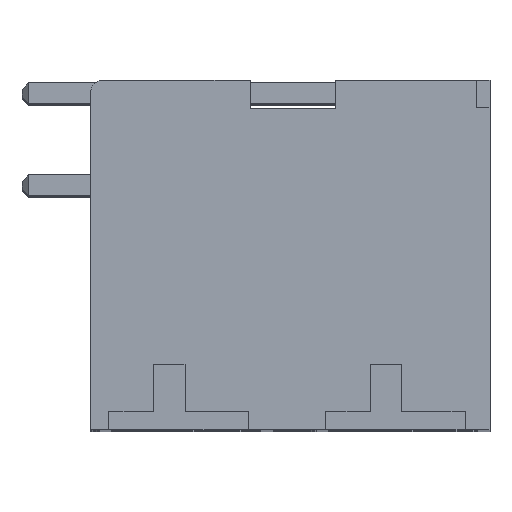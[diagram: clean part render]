
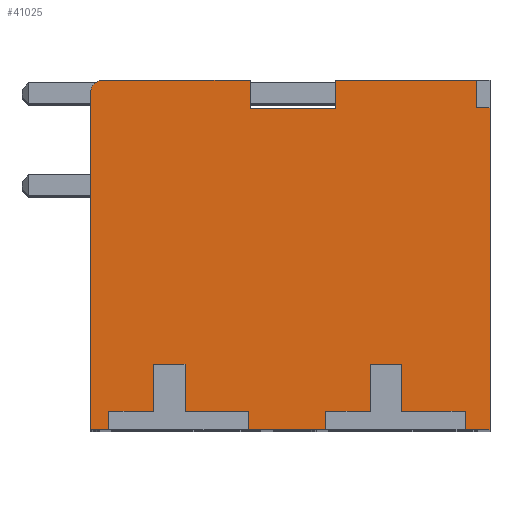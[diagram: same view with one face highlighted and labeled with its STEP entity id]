
A CAD part, top view. The second image highlights one B-rep face of the part: STEP entity #41025.
In plain terms, the highlighted planar face has unit normal (0, 0, 1).
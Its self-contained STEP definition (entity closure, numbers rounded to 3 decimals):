
#10730=DIRECTION('',(-1.,0.,0.));
#10731=VECTOR('',#10730,5.39);
#10732=CARTESIAN_POINT('',(11.703,13.3,33.7));
#10733=LINE('',#10732,#10731);
#10886=DIRECTION('',(0.,-1.,0.));
#10887=VECTOR('',#10886,1.092);
#10888=CARTESIAN_POINT('',(6.313,13.3,33.7));
#10889=LINE('',#10888,#10887);
#10982=DIRECTION('',(0.,1.,0.));
#10983=VECTOR('',#10982,1.092);
#10984=CARTESIAN_POINT('',(3.074,12.208,33.7));
#10985=LINE('',#10984,#10983);
#11374=DIRECTION('',(-1.,0.,0.));
#11375=VECTOR('',#11374,5.716);
#11376=CARTESIAN_POINT('',(3.074,13.3,33.7));
#11377=LINE('',#11376,#11375);
#11690=DIRECTION('',(0.,-1.,0.));
#11691=VECTOR('',#11690,0.02);
#11692=CARTESIAN_POINT('',(-2.641,13.3,33.7));
#11693=LINE('',#11692,#11691);
#14008=DIRECTION('',(-1.,0.,0.));
#14009=VECTOR('',#14008,3.238);
#14010=CARTESIAN_POINT('',(6.313,12.208,33.7));
#14011=LINE('',#14010,#14009);
#14012=DIRECTION('',(0.,1.,0.));
#14013=VECTOR('',#14012,0.7);
#14014=CARTESIAN_POINT('',(11.25,0.,33.7));
#14015=LINE('',#14014,#14013);
#14016=DIRECTION('',(1.,0.,0.));
#14017=VECTOR('',#14016,2.4);
#14018=CARTESIAN_POINT('',(8.85,0.7,33.7));
#14019=LINE('',#14018,#14017);
#14020=DIRECTION('',(0.,-1.,0.));
#14021=VECTOR('',#14020,1.8);
#14022=CARTESIAN_POINT('',(8.85,2.5,33.7));
#14023=LINE('',#14022,#14021);
#14024=DIRECTION('',(1.,0.,0.));
#14025=VECTOR('',#14024,1.2);
#14026=CARTESIAN_POINT('',(7.65,2.5,33.7));
#14027=LINE('',#14026,#14025);
#14028=DIRECTION('',(0.,1.,0.));
#14029=VECTOR('',#14028,1.8);
#14030=CARTESIAN_POINT('',(7.65,0.7,33.7));
#14031=LINE('',#14030,#14029);
#14032=DIRECTION('',(1.,0.,0.));
#14033=VECTOR('',#14032,1.7);
#14034=CARTESIAN_POINT('',(5.95,0.7,33.7));
#14035=LINE('',#14034,#14033);
#14036=DIRECTION('',(0.,1.,0.));
#14037=VECTOR('',#14036,0.7);
#14038=CARTESIAN_POINT('',(5.95,0.,33.7));
#14039=LINE('',#14038,#14037);
#14040=DIRECTION('',(-1.,0.,0.));
#14041=VECTOR('',#14040,2.95);
#14042=CARTESIAN_POINT('',(5.95,0.,33.7));
#14043=LINE('',#14042,#14041);
#14044=DIRECTION('',(0.,1.,0.));
#14045=VECTOR('',#14044,0.7);
#14046=CARTESIAN_POINT('',(3.,0.,33.7));
#14047=LINE('',#14046,#14045);
#14048=DIRECTION('',(1.,0.,0.));
#14049=VECTOR('',#14048,2.4);
#14050=CARTESIAN_POINT('',(0.6,0.7,33.7));
#14051=LINE('',#14050,#14049);
#14052=DIRECTION('',(0.,-1.,0.));
#14053=VECTOR('',#14052,1.8);
#14054=CARTESIAN_POINT('',(0.6,2.5,33.7));
#14055=LINE('',#14054,#14053);
#14056=DIRECTION('',(1.,0.,0.));
#14057=VECTOR('',#14056,1.2);
#14058=CARTESIAN_POINT('',(-0.6,2.5,33.7));
#14059=LINE('',#14058,#14057);
#14060=DIRECTION('',(0.,1.,0.));
#14061=VECTOR('',#14060,1.8);
#14062=CARTESIAN_POINT('',(-0.6,0.7,33.7));
#14063=LINE('',#14062,#14061);
#14064=DIRECTION('',(1.,0.,0.));
#14065=VECTOR('',#14064,1.7);
#14066=CARTESIAN_POINT('',(-2.3,0.7,33.7));
#14067=LINE('',#14066,#14065);
#14068=DIRECTION('',(0.,1.,0.));
#14069=VECTOR('',#14068,0.7);
#14070=CARTESIAN_POINT('',(-2.3,0.,33.7));
#14071=LINE('',#14070,#14069);
#14072=DIRECTION('',(-1.,0.,0.));
#14073=VECTOR('',#14072,0.7);
#14074=CARTESIAN_POINT('',(-2.3,0.,33.7));
#14075=LINE('',#14074,#14073);
#14076=DIRECTION('',(0.,1.,0.));
#14077=VECTOR('',#14076,12.8);
#14078=CARTESIAN_POINT('',(-3.,0.,33.7));
#14079=LINE('',#14078,#14077);
#14080=CARTESIAN_POINT('',(-2.5,12.8,33.7));
#14081=DIRECTION('',(0.,0.,-1.));
#14082=DIRECTION('',(-1.,0.,0.));
#14083=AXIS2_PLACEMENT_3D('',#14080,#14081,#14082);
#14085=DIRECTION('',(0.,-1.,0.));
#14086=VECTOR('',#14085,12.25);
#14087=CARTESIAN_POINT('',(12.2,12.25,33.7));
#14088=LINE('',#14087,#14086);
#14089=DIRECTION('',(-1.,0.,0.));
#14090=VECTOR('',#14089,0.95);
#14091=CARTESIAN_POINT('',(12.2,0.,33.7));
#14092=LINE('',#14091,#14090);
#14252=DIRECTION('',(0.,1.,0.));
#14253=VECTOR('',#14252,1.05);
#14254=CARTESIAN_POINT('',(11.703,12.25,33.7));
#14255=LINE('',#14254,#14253);
#14268=DIRECTION('',(-1.,0.,0.));
#14269=VECTOR('',#14268,0.497);
#14270=CARTESIAN_POINT('',(12.2,12.25,33.7));
#14271=LINE('',#14270,#14269);
#15406=CARTESIAN_POINT('',(-3.,0.,33.7));
#15407=VERTEX_POINT('',#15406);
#15488=CARTESIAN_POINT('',(12.2,12.25,33.7));
#15489=CARTESIAN_POINT('',(12.2,0.,33.7));
#15490=VERTEX_POINT('',#15488);
#15491=VERTEX_POINT('',#15489);
#15498=CARTESIAN_POINT('',(11.703,13.3,33.7));
#15499=VERTEX_POINT('',#15498);
#15500=CARTESIAN_POINT('',(6.313,13.3,33.7));
#15501=VERTEX_POINT('',#15500);
#15502=CARTESIAN_POINT('',(6.313,12.208,33.7));
#15503=VERTEX_POINT('',#15502);
#15512=CARTESIAN_POINT('',(3.074,12.208,33.7));
#15513=CARTESIAN_POINT('',(3.074,13.3,33.7));
#15514=VERTEX_POINT('',#15512);
#15515=VERTEX_POINT('',#15513);
#15524=CARTESIAN_POINT('',(-2.641,13.3,33.7));
#15525=VERTEX_POINT('',#15524);
#15526=CARTESIAN_POINT('',(-2.641,13.28,33.7));
#15527=VERTEX_POINT('',#15526);
#15556=CARTESIAN_POINT('',(-3.,12.8,33.7));
#15557=VERTEX_POINT('',#15556);
#15558=CARTESIAN_POINT('',(11.703,12.25,33.7));
#15559=VERTEX_POINT('',#15558);
#15802=CARTESIAN_POINT('',(11.25,0.7,33.7));
#15803=VERTEX_POINT('',#15802);
#15804=CARTESIAN_POINT('',(11.25,0.,33.7));
#15805=VERTEX_POINT('',#15804);
#15806=CARTESIAN_POINT('',(5.95,0.,33.7));
#15807=VERTEX_POINT('',#15806);
#15808=CARTESIAN_POINT('',(5.95,0.7,33.7));
#15809=VERTEX_POINT('',#15808);
#15810=CARTESIAN_POINT('',(7.65,0.7,33.7));
#15811=VERTEX_POINT('',#15810);
#15812=CARTESIAN_POINT('',(7.65,2.5,33.7));
#15813=VERTEX_POINT('',#15812);
#15814=CARTESIAN_POINT('',(8.85,2.5,33.7));
#15815=VERTEX_POINT('',#15814);
#15816=CARTESIAN_POINT('',(8.85,0.7,33.7));
#15817=VERTEX_POINT('',#15816);
#15818=CARTESIAN_POINT('',(3.,0.,33.7));
#15819=VERTEX_POINT('',#15818);
#15820=CARTESIAN_POINT('',(-2.3,0.,33.7));
#15821=VERTEX_POINT('',#15820);
#15822=CARTESIAN_POINT('',(-2.3,0.7,33.7));
#15823=VERTEX_POINT('',#15822);
#15824=CARTESIAN_POINT('',(-0.6,0.7,33.7));
#15825=VERTEX_POINT('',#15824);
#15826=CARTESIAN_POINT('',(-0.6,2.5,33.7));
#15827=VERTEX_POINT('',#15826);
#15828=CARTESIAN_POINT('',(0.6,2.5,33.7));
#15829=VERTEX_POINT('',#15828);
#15830=CARTESIAN_POINT('',(0.6,0.7,33.7));
#15831=VERTEX_POINT('',#15830);
#15832=CARTESIAN_POINT('',(3.,0.7,33.7));
#15833=VERTEX_POINT('',#15832);
#40972=CARTESIAN_POINT('',(0.,0.,33.7));
#40973=DIRECTION('',(0.,0.,1.));
#40974=DIRECTION('',(1.,0.,0.));
#40975=AXIS2_PLACEMENT_3D('',#40972,#40973,#40974);
#40976=PLANE('',#40975);
#40978=ORIENTED_EDGE('',*,*,#40977,.T.);
#40980=ORIENTED_EDGE('',*,*,#40979,.F.);
#40982=ORIENTED_EDGE('',*,*,#40981,.F.);
#40984=ORIENTED_EDGE('',*,*,#40983,.F.);
#40986=ORIENTED_EDGE('',*,*,#40985,.F.);
#40988=ORIENTED_EDGE('',*,*,#40987,.F.);
#40990=ORIENTED_EDGE('',*,*,#40989,.F.);
#40991=ORIENTED_EDGE('',*,*,#20373,.T.);
#40993=ORIENTED_EDGE('',*,*,#40992,.T.);
#40995=ORIENTED_EDGE('',*,*,#40994,.F.);
#40997=ORIENTED_EDGE('',*,*,#40996,.F.);
#40999=ORIENTED_EDGE('',*,*,#40998,.F.);
#41001=ORIENTED_EDGE('',*,*,#41000,.F.);
#41003=ORIENTED_EDGE('',*,*,#41002,.F.);
#41005=ORIENTED_EDGE('',*,*,#41004,.F.);
#41006=ORIENTED_EDGE('',*,*,#20365,.T.);
#41008=ORIENTED_EDGE('',*,*,#41007,.T.);
#41010=ORIENTED_EDGE('',*,*,#41009,.T.);
#41011=ORIENTED_EDGE('',*,*,#36788,.F.);
#41012=ORIENTED_EDGE('',*,*,#36758,.F.);
#41013=ORIENTED_EDGE('',*,*,#35993,.F.);
#41014=ORIENTED_EDGE('',*,*,#40967,.F.);
#41015=ORIENTED_EDGE('',*,*,#35791,.F.);
#41016=ORIENTED_EDGE('',*,*,#35776,.F.);
#41018=ORIENTED_EDGE('',*,*,#41017,.F.);
#41020=ORIENTED_EDGE('',*,*,#41019,.F.);
#41021=ORIENTED_EDGE('',*,*,#35584,.T.);
#41022=ORIENTED_EDGE('',*,*,#20381,.T.);
#41023=EDGE_LOOP('',(#40978,#40980,#40982,#40984,#40986,#40988,#40990,#40991,
#40993,#40995,#40997,#40999,#41001,#41003,#41005,#41006,#41008,#41010,#41011,
#41012,#41013,#41014,#41015,#41016,#41018,#41020,#41021,#41022));
#41024=FACE_OUTER_BOUND('',#41023,.F.);
#14084=CIRCLE('',#14083,0.5);
#20365=EDGE_CURVE('',#15821,#15407,#14075,.T.);
#20373=EDGE_CURVE('',#15807,#15819,#14043,.T.);
#20381=EDGE_CURVE('',#15491,#15805,#14092,.T.);
#35584=EDGE_CURVE('',#15490,#15491,#14088,.T.);
#35776=EDGE_CURVE('',#15499,#15501,#10733,.T.);
#35791=EDGE_CURVE('',#15501,#15503,#10889,.T.);
#35993=EDGE_CURVE('',#15514,#15515,#10985,.T.);
#36758=EDGE_CURVE('',#15515,#15525,#11377,.T.);
#36788=EDGE_CURVE('',#15525,#15527,#11693,.T.);
#40967=EDGE_CURVE('',#15503,#15514,#14011,.T.);
#40977=EDGE_CURVE('',#15805,#15803,#14015,.T.);
#40979=EDGE_CURVE('',#15817,#15803,#14019,.T.);
#40981=EDGE_CURVE('',#15815,#15817,#14023,.T.);
#40983=EDGE_CURVE('',#15813,#15815,#14027,.T.);
#40985=EDGE_CURVE('',#15811,#15813,#14031,.T.);
#40987=EDGE_CURVE('',#15809,#15811,#14035,.T.);
#40989=EDGE_CURVE('',#15807,#15809,#14039,.T.);
#40992=EDGE_CURVE('',#15819,#15833,#14047,.T.);
#40994=EDGE_CURVE('',#15831,#15833,#14051,.T.);
#40996=EDGE_CURVE('',#15829,#15831,#14055,.T.);
#40998=EDGE_CURVE('',#15827,#15829,#14059,.T.);
#41000=EDGE_CURVE('',#15825,#15827,#14063,.T.);
#41002=EDGE_CURVE('',#15823,#15825,#14067,.T.);
#41004=EDGE_CURVE('',#15821,#15823,#14071,.T.);
#41007=EDGE_CURVE('',#15407,#15557,#14079,.T.);
#41009=EDGE_CURVE('',#15557,#15527,#14084,.T.);
#41017=EDGE_CURVE('',#15559,#15499,#14255,.T.);
#41019=EDGE_CURVE('',#15490,#15559,#14271,.T.);
#41025=ADVANCED_FACE('',(#41024),#40976,.T.);
